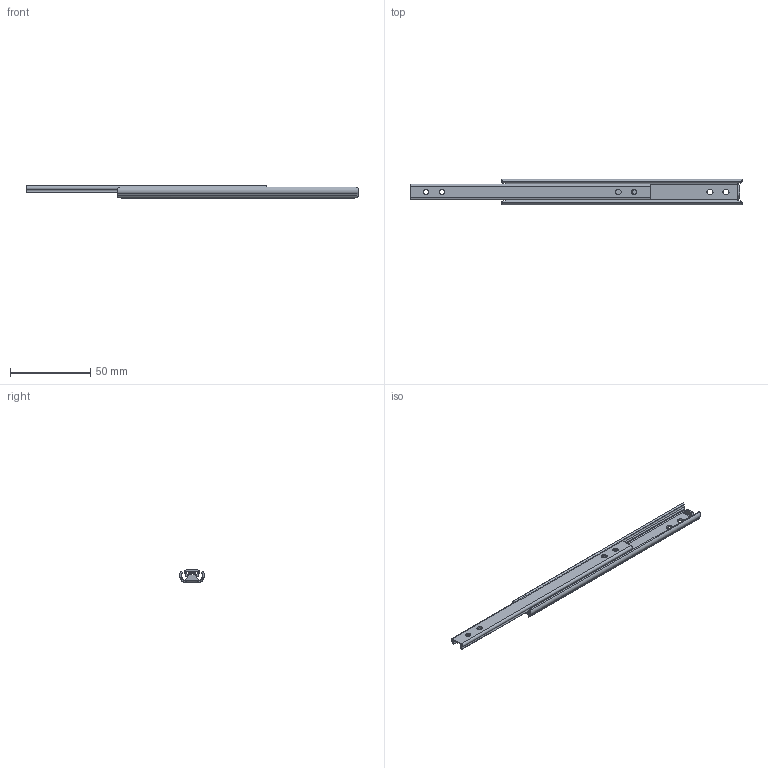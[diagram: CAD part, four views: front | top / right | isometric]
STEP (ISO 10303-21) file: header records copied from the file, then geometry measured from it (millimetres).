
FILE_DESCRIPTION (( 'STEP AP203' ), '1' );
FILE_NAME ('U1620-150.STEP', '2020-06-03T05:17:07', ( '' ), ( '' ), 'SwSTEP 2.0', 'SolidWorks 2019', '' );
FILE_SCHEMA (( 'CONFIG_CONTROL_DESIGN' ));
Length unit declared in the file: millimetre
Products named in the file (3): U1620-150 IM; U1620-150; U1620-150 OM
Assembly tree (2 placements, depth 2):
  U1620-150
    U1620-150 OM
    U1620-150 IM
Bounding box: 207.3 x 16 x 7.5 mm (x, y, z)
Volume: 6694.5 mm3; surface area: 12848.6 mm2
Topology: 2 solids, 2 shells, 187 faces, 539 edges, 358 vertices
Faces by surface type: cylinder 93, plane 76, torus 12, bspline 6
Entity records: 8404 total; most frequent: CARTESIAN_POINT 3371, ORIENTED_EDGE 1078, DIRECTION 921, EDGE_CURVE 539, VERTEX_POINT 358, AXIS2_PLACEMENT_3D 330, VECTOR 261, LINE 261
